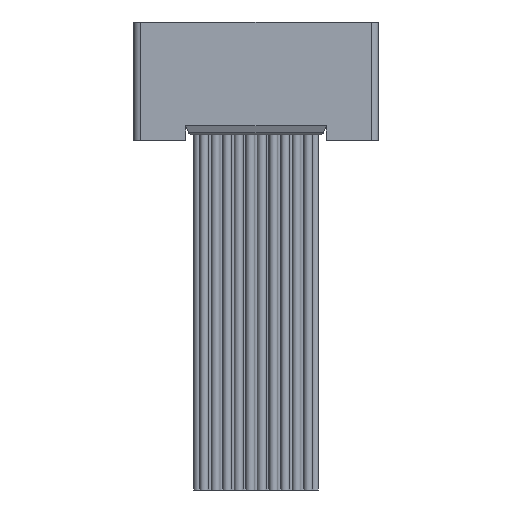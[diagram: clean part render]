
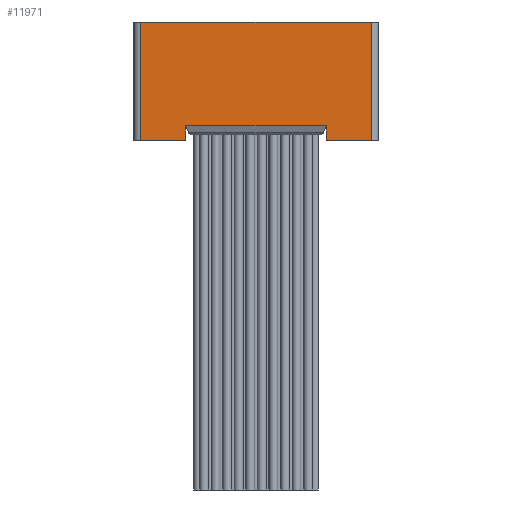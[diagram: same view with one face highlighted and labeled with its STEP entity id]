
A CAD part, front view. The second image highlights one B-rep face of the part: STEP entity #11971.
In plain terms, the highlighted planar face has unit normal (0, -1, 0).
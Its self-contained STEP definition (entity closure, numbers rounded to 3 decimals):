
#1041=DIRECTION('',(0.,0.,-1.));
#1042=VECTOR('',#1041,0.8);
#1043=CARTESIAN_POINT('',(-2.532,-0.688,32.85));
#1044=LINE('',#1043,#1042);
#1045=DIRECTION('',(-1.,0.,0.));
#1046=VECTOR('',#1045,2.45);
#1047=CARTESIAN_POINT('',(-2.532,-0.688,32.05));
#1048=LINE('',#1047,#1046);
#1084=DIRECTION('',(1.,0.,0.));
#1085=VECTOR('',#1084,12.64);
#1086=CARTESIAN_POINT('',(-4.982,-0.688,38.55));
#1087=LINE('',#1086,#1085);
#1197=DIRECTION('',(0.,0.,-1.));
#1198=VECTOR('',#1197,0.8);
#1199=CARTESIAN_POINT('',(5.208,-0.688,32.85));
#1200=LINE('',#1199,#1198);
#1214=DIRECTION('',(1.,0.,0.));
#1215=VECTOR('',#1214,2.45);
#1216=CARTESIAN_POINT('',(5.208,-0.688,32.05));
#1217=LINE('',#1216,#1215);
#3530=DIRECTION('',(0.,0.,1.));
#3531=VECTOR('',#3530,6.5);
#3532=CARTESIAN_POINT('',(7.658,-0.688,32.05));
#3533=LINE('',#3532,#3531);
#3538=DIRECTION('',(-1.,0.,0.));
#3539=VECTOR('',#3538,7.74);
#3540=CARTESIAN_POINT('',(5.208,-0.688,32.85));
#3541=LINE('',#3540,#3539);
#5823=DIRECTION('',(0.,0.,-1.));
#5824=VECTOR('',#5823,6.5);
#5825=CARTESIAN_POINT('',(-4.982,-0.688,38.55));
#5826=LINE('',#5825,#5824);
#8010=CARTESIAN_POINT('',(-2.532,-0.688,32.05));
#8012=VERTEX_POINT('',#8010);
#8016=CARTESIAN_POINT('',(-2.532,-0.688,32.85));
#8017=VERTEX_POINT('',#8016);
#8018=CARTESIAN_POINT('',(-4.982,-0.688,32.05));
#8019=VERTEX_POINT('',#8018);
#8030=CARTESIAN_POINT('',(-4.982,-0.688,38.55));
#8031=CARTESIAN_POINT('',(7.658,-0.688,38.55));
#8032=VERTEX_POINT('',#8030);
#8033=VERTEX_POINT('',#8031);
#8034=CARTESIAN_POINT('',(5.208,-0.688,32.85));
#8035=VERTEX_POINT('',#8034);
#8036=CARTESIAN_POINT('',(5.208,-0.688,32.05));
#8037=VERTEX_POINT('',#8036);
#8038=CARTESIAN_POINT('',(7.658,-0.688,32.05));
#8039=VERTEX_POINT('',#8038);
#11950=CARTESIAN_POINT('',(1.338,-0.688,35.3));
#11951=DIRECTION('',(0.,1.,0.));
#11952=DIRECTION('',(0.,0.,1.));
#11953=AXIS2_PLACEMENT_3D('',#11950,#11951,#11952);
#11954=PLANE('',#11953);
#11956=ORIENTED_EDGE('',*,*,#11955,.T.);
#11958=ORIENTED_EDGE('',*,*,#11957,.F.);
#11960=ORIENTED_EDGE('',*,*,#11959,.F.);
#11962=ORIENTED_EDGE('',*,*,#11961,.F.);
#11964=ORIENTED_EDGE('',*,*,#11963,.T.);
#11965=ORIENTED_EDGE('',*,*,#11913,.T.);
#11966=ORIENTED_EDGE('',*,*,#11930,.T.);
#11968=ORIENTED_EDGE('',*,*,#11967,.F.);
#11969=EDGE_LOOP('',(#11956,#11958,#11960,#11962,#11964,#11965,#11966,#11968));
#11970=FACE_OUTER_BOUND('',#11969,.F.);
#11913=EDGE_CURVE('',#8017,#8012,#1044,.T.);
#11930=EDGE_CURVE('',#8012,#8019,#1048,.T.);
#11955=EDGE_CURVE('',#8032,#8033,#1087,.T.);
#11957=EDGE_CURVE('',#8039,#8033,#3533,.T.);
#11959=EDGE_CURVE('',#8037,#8039,#1217,.T.);
#11961=EDGE_CURVE('',#8035,#8037,#1200,.T.);
#11963=EDGE_CURVE('',#8035,#8017,#3541,.T.);
#11967=EDGE_CURVE('',#8032,#8019,#5826,.T.);
#11971=ADVANCED_FACE('',(#11970),#11954,.F.);
